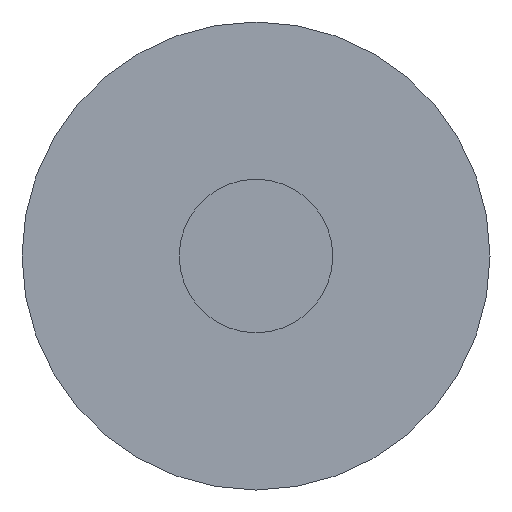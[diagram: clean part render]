
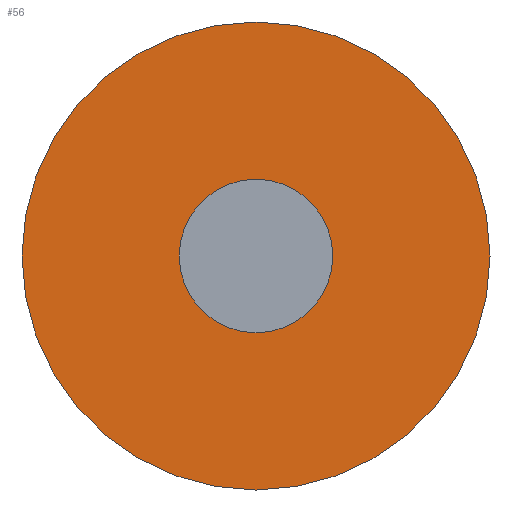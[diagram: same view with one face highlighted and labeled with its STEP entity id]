
A CAD part, front view. The second image highlights one B-rep face of the part: STEP entity #56.
In plain terms, the highlighted planar face has unit normal (0, -1, 0).
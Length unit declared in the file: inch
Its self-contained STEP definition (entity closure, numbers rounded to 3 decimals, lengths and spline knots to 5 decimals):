
#17=FACE_BOUND('',#26,.T.);
#20=FACE_OUTER_BOUND('',#25,.T.);
#25=EDGE_LOOP('',(#45));
#26=EDGE_LOOP('',(#46));
#33=CIRCLE('',#70,0.25);
#34=CIRCLE('',#71,0.082);
#37=VERTEX_POINT('',#100);
#38=VERTEX_POINT('',#102);
#41=EDGE_CURVE('',#37,#37,#33,.T.);
#42=EDGE_CURVE('',#38,#38,#34,.T.);
#45=ORIENTED_EDGE('',*,*,#41,.F.);
#46=ORIENTED_EDGE('',*,*,#42,.F.);
#53=PLANE('',#69);
#56=ADVANCED_FACE('',(#20,#17),#53,.F.);
#69=AXIS2_PLACEMENT_3D('',#99,#80,#81);
#70=AXIS2_PLACEMENT_3D('',#101,#82,#83);
#71=AXIS2_PLACEMENT_3D('',#103,#84,#85);
#80=DIRECTION('center_axis',(0.,1.,0.));
#81=DIRECTION('ref_axis',(1.,0.,0.));
#82=DIRECTION('center_axis',(0.,1.,0.));
#83=DIRECTION('ref_axis',(1.,0.,0.));
#84=DIRECTION('center_axis',(0.,-1.,0.));
#85=DIRECTION('ref_axis',(-1.,0.,0.));
#99=CARTESIAN_POINT('Origin',(0.,0.,0.));
#100=CARTESIAN_POINT('',(0.25,0.,0.));
#101=CARTESIAN_POINT('Origin',(0.,0.,0.));
#102=CARTESIAN_POINT('',(-0.082,0.,0.));
#103=CARTESIAN_POINT('Origin',(0.,0.,0.));
